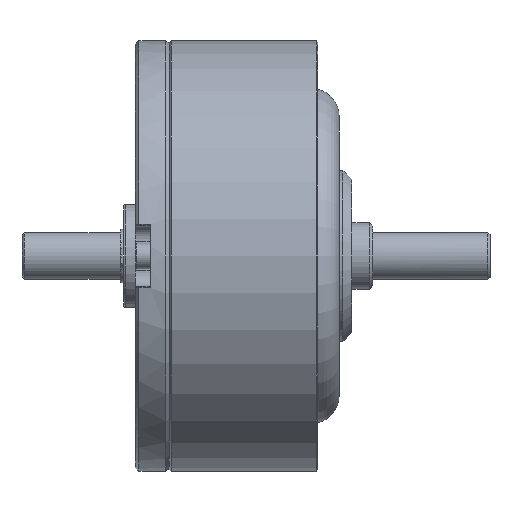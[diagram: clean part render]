
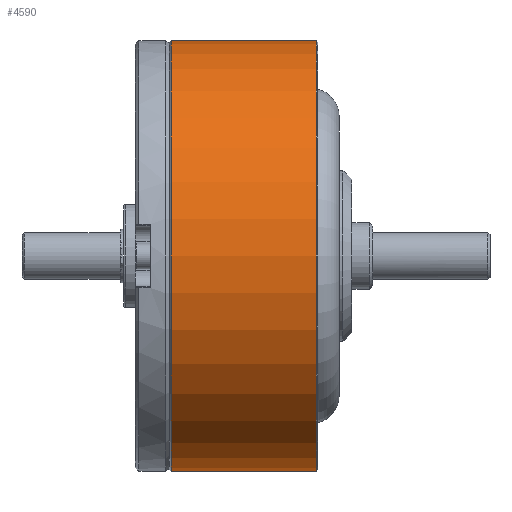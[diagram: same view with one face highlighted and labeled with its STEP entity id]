
A CAD part, front view. The second image highlights one B-rep face of the part: STEP entity #4590.
In plain terms, the highlighted cylindrical face has radius 46.025 mm (diameter 92.05 mm), a partial arc.
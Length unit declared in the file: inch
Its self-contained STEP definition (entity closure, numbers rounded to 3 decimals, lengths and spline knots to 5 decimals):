
#557 = ORIENTED_EDGE ( 'NONE', *, *, #10929, .T. ) ;
#603 = CARTESIAN_POINT ( 'NONE',  ( 0.3, 0., 0. ) ) ;
#1648 = CARTESIAN_POINT ( 'NONE',  ( 1.52, 0., 1.812 ) ) ;
#2355 = CARTESIAN_POINT ( 'NONE',  ( -0.068, 0., -1.812 ) ) ;
#2450 = LINE ( 'NONE', #2355, #6752 ) ;
#2703 = VERTEX_POINT ( 'NONE', #2955 ) ;
#2872 = VERTEX_POINT ( 'NONE', #1648 ) ;
#2955 = CARTESIAN_POINT ( 'NONE',  ( 1.52, 0., -1.812 ) ) ;
#3269 = CYLINDRICAL_SURFACE ( 'NONE', #3605, 1.812 ) ;
#3605 = AXIS2_PLACEMENT_3D ( 'NONE', #3854, #5367, #6228 ) ;
#3675 = EDGE_LOOP ( 'NONE', ( #10598, #557, #10560, #10878 ) ) ;
#3773 = DIRECTION ( 'NONE',  ( -1., 0., 0. ) ) ;
#3784 = DIRECTION ( 'NONE',  ( -1., 0., 0. ) ) ;
#3854 = CARTESIAN_POINT ( 'NONE',  ( -0.068, 0., 0. ) ) ;
#4206 = FACE_OUTER_BOUND ( 'NONE', #3675, .T. ) ;
#4333 = CARTESIAN_POINT ( 'NONE',  ( 0.3, 0., -1.812 ) ) ;
#4590 = ADVANCED_FACE ( 'NONE', ( #4206 ), #3269, .T. ) ;
#4660 = EDGE_CURVE ( 'NONE', #2872, #7685, #5169, .T. ) ;
#4944 = CARTESIAN_POINT ( 'NONE',  ( 1.52, 0., 0. ) ) ;
#5169 = LINE ( 'NONE', #8905, #9553 ) ;
#5357 = AXIS2_PLACEMENT_3D ( 'NONE', #603, #6639, #9194 ) ;
#5367 = DIRECTION ( 'NONE',  ( -1., 0., 0. ) ) ;
#5655 = VERTEX_POINT ( 'NONE', #4333 ) ;
#6170 = CARTESIAN_POINT ( 'NONE',  ( 0.3, 0., 1.812 ) ) ;
#6228 = DIRECTION ( 'NONE',  ( 0., 0., 1. ) ) ;
#6639 = DIRECTION ( 'NONE',  ( -1., 0., 0. ) ) ;
#6646 = DIRECTION ( 'NONE',  ( -1., 0., 0. ) ) ;
#6752 = VECTOR ( 'NONE', #6646, 39.37008 ) ;
#6904 = EDGE_CURVE ( 'NONE', #5655, #7685, #9775, .T. ) ;
#7685 = VERTEX_POINT ( 'NONE', #6170 ) ;
#8662 = EDGE_CURVE ( 'NONE', #2703, #5655, #2450, .T. ) ;
#8905 = CARTESIAN_POINT ( 'NONE',  ( -0.068, 0., 1.812 ) ) ;
#8930 = DIRECTION ( 'NONE',  ( 0., 0., 1. ) ) ;
#9194 = DIRECTION ( 'NONE',  ( 0., 0., 1. ) ) ;
#9553 = VECTOR ( 'NONE', #3784, 39.37008 ) ;
#9775 = CIRCLE ( 'NONE', #5357, 1.812 ) ;
#10391 = AXIS2_PLACEMENT_3D ( 'NONE', #4944, #3773, #8930 ) ;
#10560 = ORIENTED_EDGE ( 'NONE', *, *, #4660, .T. ) ;
#10598 = ORIENTED_EDGE ( 'NONE', *, *, #8662, .F. ) ;
#10878 = ORIENTED_EDGE ( 'NONE', *, *, #6904, .F. ) ;
#10929 = EDGE_CURVE ( 'NONE', #2703, #2872, #10954, .T. ) ;
#10954 = CIRCLE ( 'NONE', #10391, 1.812 ) ;
